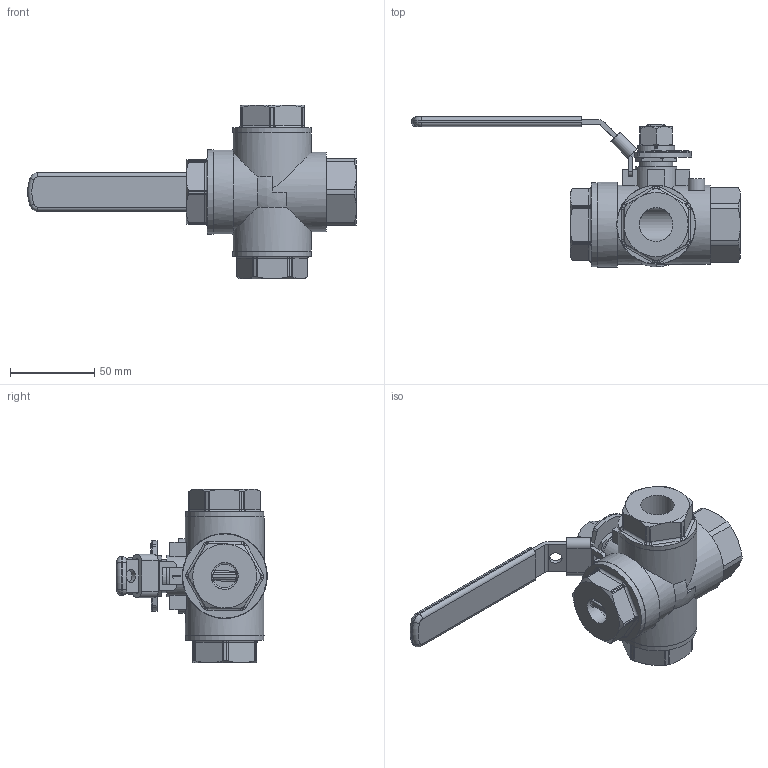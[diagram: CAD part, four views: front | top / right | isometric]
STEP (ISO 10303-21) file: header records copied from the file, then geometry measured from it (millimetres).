
FILE_DESCRIPTION(/* description */ ('Unknown'),/* implementation_level */ '2;1');
FILE_NAME(/* name */ '20200903-K-301-T-DN25',/* time_stamp */ '2020-09-03T16:59:22+08:00',/* author */ ('Unknown'),/* organization */ ('Unknown'),/* preprocessor_version */ 'ST-DEVELOPER v16.7',/* originating_system */ 'DEX',/* authorisation */ $);
FILE_SCHEMA (('AUTOMOTIVE_DESIGN {1 0 10303 214 3 1 1}'));
Length unit declared in the file: millimetre
Products named in the file (1): K-301-T-port__DN25
Bounding box: 195 x 89.2 x 103 mm (x, y, z)
Volume: 297994.6 mm3; surface area: 75810.2 mm2
Topology: 13 solids, 13 shells, 506 faces, 1237 edges, 773 vertices
Faces by surface type: plane 210, cylinder 154, torus 65, cone 52, bspline 13, sphere 12
Full cylindrical faces by diameter (mm): 5 x2, 7.6 x1, 10.716 x1, 11.9 x1, 12 x1, 12.4 x1, 12.7 x1, 14.3 x1, 14.4 x1, 16 x1, 19.7 x2, 20 x5, 24.7 x1, 40.5 x2, 44 x1, 46.5 x2, 46.7 x2, 47 x1, 50 x1, 50.4 x1
Entity records: 15524 total; most frequent: CARTESIAN_POINT 3760, DIRECTION 2465, ORIENTED_EDGE 2360, EDGE_CURVE 1180, AXIS2_PLACEMENT_3D 961, VERTEX_POINT 757, EDGE_LOOP 583, FACE_BOUND 583
